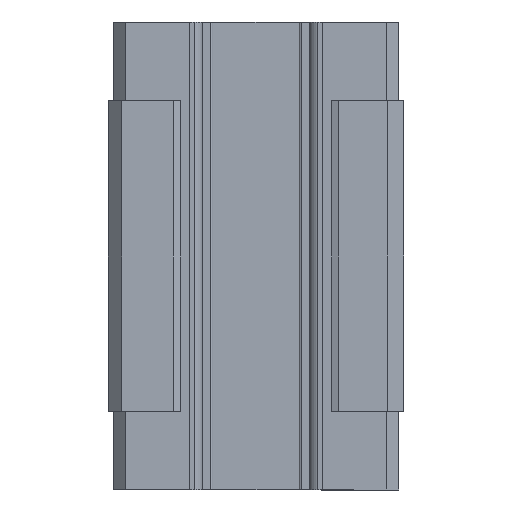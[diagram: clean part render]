
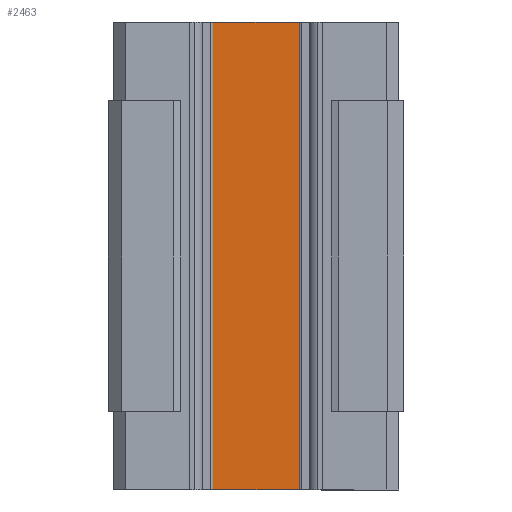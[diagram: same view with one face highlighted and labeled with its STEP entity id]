
A CAD part, front view. The second image highlights one B-rep face of the part: STEP entity #2463.
In plain terms, the highlighted planar face has unit normal (0, -1, 0).
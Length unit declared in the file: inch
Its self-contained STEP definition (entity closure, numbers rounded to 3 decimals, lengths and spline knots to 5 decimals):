
#44 = CARTESIAN_POINT ( 'NONE',  ( 0.08661, 0.14567, 0.37402 ) ) ;
#495 = DIRECTION ( 'NONE',  ( 0., 0., -1. ) ) ;
#514 = EDGE_CURVE ( 'NONE', #1372, #3522, #760, .T. ) ;
#591 = EDGE_CURVE ( 'NONE', #1094, #990, #2297, .T. ) ;
#725 = ORIENTED_EDGE ( 'NONE', *, *, #591, .F. ) ;
#760 = LINE ( 'NONE', #2492, #3261 ) ;
#802 = CARTESIAN_POINT ( 'NONE',  ( -0.08661, 0.14567, 0.37402 ) ) ;
#990 = VERTEX_POINT ( 'NONE', #1786 ) ;
#1094 = VERTEX_POINT ( 'NONE', #44 ) ;
#1182 = DIRECTION ( 'NONE',  ( 0., 1., 0. ) ) ;
#1372 = VERTEX_POINT ( 'NONE', #3090 ) ;
#1406 = VECTOR ( 'NONE', #495, 39.37008 ) ;
#1444 = CARTESIAN_POINT ( 'NONE',  ( -0.08661, 0.14567, -0.37402 ) ) ;
#1541 = CARTESIAN_POINT ( 'NONE',  ( 0.08661, 0.14567, 0.37402 ) ) ;
#1749 = DIRECTION ( 'NONE',  ( 1., 0., 0. ) ) ;
#1786 = CARTESIAN_POINT ( 'NONE',  ( 0.08661, 0.14567, -0.37402 ) ) ;
#2019 = VECTOR ( 'NONE', #2532, 39.37008 ) ;
#2297 = LINE ( 'NONE', #1541, #1406 ) ;
#2320 = ORIENTED_EDGE ( 'NONE', *, *, #2364, .T. ) ;
#2364 = EDGE_CURVE ( 'NONE', #3522, #990, #2434, .T. ) ;
#2434 = LINE ( 'NONE', #3017, #3122 ) ;
#2449 = EDGE_CURVE ( 'NONE', #1372, #1094, #3614, .T. ) ;
#2463 = ADVANCED_FACE ( 'NONE', ( #3530 ), #2837, .F. ) ;
#2492 = CARTESIAN_POINT ( 'NONE',  ( -0.08661, 0.14567, 0.37402 ) ) ;
#2505 = DIRECTION ( 'NONE',  ( 0., 0., -1. ) ) ;
#2532 = DIRECTION ( 'NONE',  ( 1., 0., 0. ) ) ;
#2679 = EDGE_LOOP ( 'NONE', ( #2320, #725, #3205, #4035 ) ) ;
#2837 = PLANE ( 'NONE',  #3145 ) ;
#3017 = CARTESIAN_POINT ( 'NONE',  ( -0.08661, 0.14567, -0.37402 ) ) ;
#3090 = CARTESIAN_POINT ( 'NONE',  ( -0.08661, 0.14567, 0.37402 ) ) ;
#3122 = VECTOR ( 'NONE', #1749, 39.37008 ) ;
#3145 = AXIS2_PLACEMENT_3D ( 'NONE', #802, #1182, #3395 ) ;
#3205 = ORIENTED_EDGE ( 'NONE', *, *, #2449, .F. ) ;
#3261 = VECTOR ( 'NONE', #2505, 39.37008 ) ;
#3395 = DIRECTION ( 'NONE',  ( -1., 0., 0. ) ) ;
#3522 = VERTEX_POINT ( 'NONE', #1444 ) ;
#3530 = FACE_OUTER_BOUND ( 'NONE', #2679, .T. ) ;
#3614 = LINE ( 'NONE', #4312, #2019 ) ;
#4035 = ORIENTED_EDGE ( 'NONE', *, *, #514, .T. ) ;
#4312 = CARTESIAN_POINT ( 'NONE',  ( -0.08661, 0.14567, 0.37402 ) ) ;
